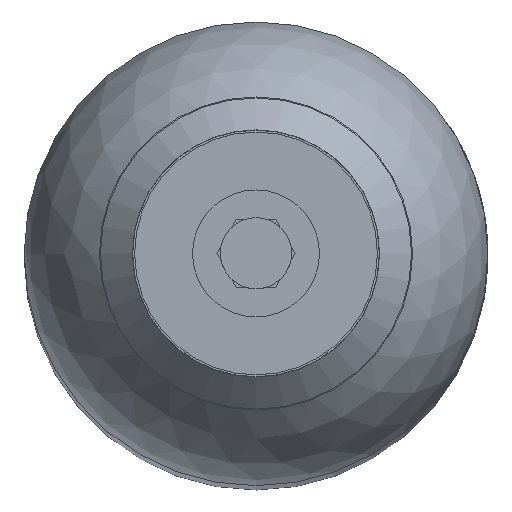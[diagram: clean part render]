
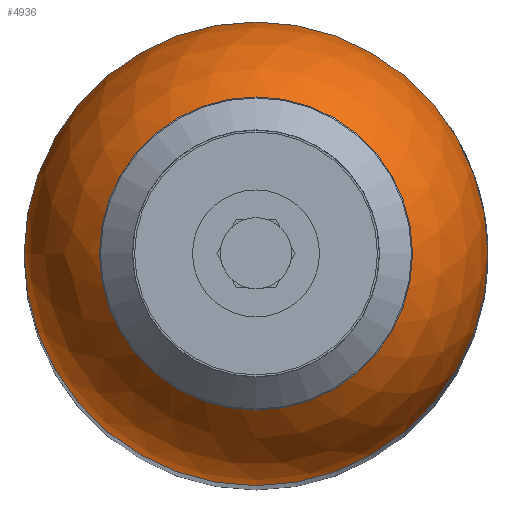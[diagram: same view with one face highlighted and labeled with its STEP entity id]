
A CAD part, top view. The second image highlights one B-rep face of the part: STEP entity #4936.
In plain terms, the highlighted spherical face has radius 109.55 mm.
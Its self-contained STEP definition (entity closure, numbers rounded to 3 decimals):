
#20=SPHERICAL_SURFACE('',#5251,109.55);
#689=CIRCLE('',#5085,30.);
#765=CIRCLE('',#5252,109.55);
#1181=ORIENTED_EDGE('',*,*,#1835,.T.);
#1182=ORIENTED_EDGE('',*,*,#2010,.F.);
#1835=EDGE_CURVE('',#2321,#2321,#689,.T.);
#2010=EDGE_CURVE('',#2445,#2445,#765,.T.);
#2321=VERTEX_POINT('',#6623);
#2445=VERTEX_POINT('',#7902);
#2826=EDGE_LOOP('',(#1181));
#2827=EDGE_LOOP('',(#1182));
#3114=FACE_BOUND('',#2826,.T.);
#3115=FACE_BOUND('',#2827,.T.);
#4936=ADVANCED_FACE('',(#3114,#3115),#20,.T.);
#5085=AXIS2_PLACEMENT_3D('',#6622,#5546,#5547);
#5251=AXIS2_PLACEMENT_3D('',#7900,#5940,#5941);
#5252=AXIS2_PLACEMENT_3D('',#7901,#5942,#5943);
#5546=DIRECTION('',(0.,0.,-1.));
#5547=DIRECTION('',(-1.,0.,0.));
#5940=DIRECTION('',(0.,0.,-1.));
#5941=DIRECTION('',(-1.,0.,0.));
#5942=DIRECTION('',(0.,0.,-1.));
#5943=DIRECTION('',(-1.,0.,0.));
#6622=CARTESIAN_POINT('',(0.,0.,890.15));
#6623=CARTESIAN_POINT('',(-30.,0.,890.15));
#7900=CARTESIAN_POINT('',(0.,0.,784.788));
#7901=CARTESIAN_POINT('',(0.,0.,784.788));
#7902=CARTESIAN_POINT('',(-109.55,0.,784.788));
